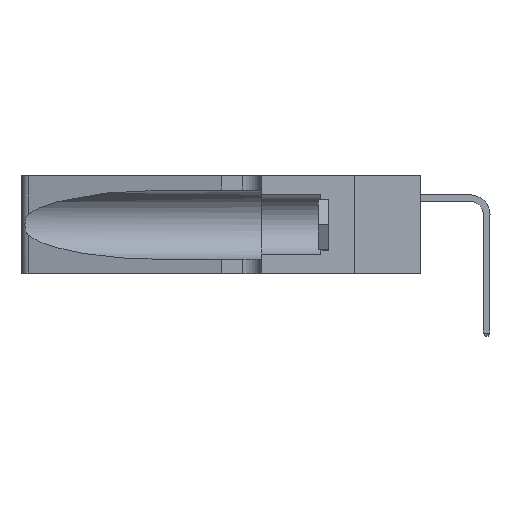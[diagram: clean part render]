
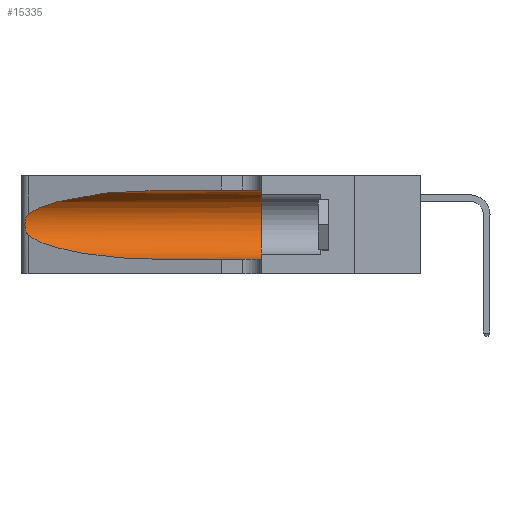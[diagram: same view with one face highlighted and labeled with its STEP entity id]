
A CAD part, left-side view. The second image highlights one B-rep face of the part: STEP entity #15335.
In plain terms, the highlighted cylindrical face has radius 3.308 mm (diameter 6.617 mm), a partial arc.
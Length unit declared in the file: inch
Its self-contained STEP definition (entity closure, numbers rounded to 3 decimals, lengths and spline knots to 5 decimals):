
#385 = CARTESIAN_POINT ( 'NONE',  ( 0.1305, 0.72297, 0.05475 ) ) ;
#987 = LINE ( 'NONE', #11332, #30488 ) ;
#1331 = CARTESIAN_POINT ( 'NONE',  ( 0.18966, 0.96281, 0.31525 ) ) ;
#2532 = CARTESIAN_POINT ( 'NONE',  ( 0.1305, 1.61858, 0.05475 ) ) ;
#2851 = CARTESIAN_POINT ( 'NONE',  ( 0.25856, 1.23593, 0.16098 ) ) ;
#3160 = EDGE_CURVE ( 'NONE', #23527, #23756, #15126, .T. ) ;
#3635 = ORIENTED_EDGE ( 'NONE', *, *, #36951, .T. ) ;
#4212 =( BOUNDED_CURVE ( )  B_SPLINE_CURVE ( 3, ( #35472, #1331, #4223, #24266 ),
 .UNSPECIFIED., .F., .T. ) 
 B_SPLINE_CURVE_WITH_KNOTS ( ( 4, 4 ),
 ( 1.5708, 2.84003 ),
 .UNSPECIFIED. ) 
 CURVE ( )  GEOMETRIC_REPRESENTATION_ITEM ( )  RATIONAL_B_SPLINE_CURVE ( ( 1., 0.87, 0.87, 1. ) ) 
 REPRESENTATION_ITEM ( '' )  );
#4223 = CARTESIAN_POINT ( 'NONE',  ( 0.2373, 1.15595, 0.28018 ) ) ;
#4389 = CARTESIAN_POINT ( 'NONE',  ( 0.25487, 1.22718, 0.22369 ) ) ;
#5717 = CARTESIAN_POINT ( 'NONE',  ( 0.25639, 1.23186, 0.15144 ) ) ;
#6151 = EDGE_CURVE ( 'NONE', #13653, #31895, #26675, .T. ) ;
#8529 = CARTESIAN_POINT ( 'NONE',  ( 0.25639, 1.23184, 0.21858 ) ) ;
#8654 = CARTESIAN_POINT ( 'NONE',  ( 0.25487, 1.22718, 0.14631 ) ) ;
#9311 = ORIENTED_EDGE ( 'NONE', *, *, #32780, .T. ) ;
#9931 = CARTESIAN_POINT ( 'NONE',  ( 0.25487, 1.22718, 0.14631 ) ) ;
#10551 = CARTESIAN_POINT ( 'NONE',  ( 0.1305, 0.72297, 0.31525 ) ) ;
#10738 = AXIS2_PLACEMENT_3D ( 'NONE', #30575, #13560, #33421 ) ;
#11332 = CARTESIAN_POINT ( 'NONE',  ( 0.1305, 1.61858, 0.31525 ) ) ;
#12071 = AXIS2_PLACEMENT_3D ( 'NONE', #31028, #33874, #22541 ) ;
#13339 = CYLINDRICAL_SURFACE ( 'NONE', #12071, 0.13025 ) ;
#13560 = DIRECTION ( 'NONE',  ( 0., 1., 0. ) ) ;
#13653 = VERTEX_POINT ( 'NONE', #27457 ) ;
#13969 = ORIENTED_EDGE ( 'NONE', *, *, #6151, .T. ) ;
#14239 = CARTESIAN_POINT ( 'NONE',  ( 0.25854, 1.2359, 0.20912 ) ) ;
#15126 = B_SPLINE_CURVE_WITH_KNOTS ( 'NONE', 3,
 ( #28418, #22783, #8529, #31258, #14239, #34118, #17143, #36934, #20023, #2851, #22899, #5717, #25736, #8654 ),
 .UNSPECIFIED., .F., .F.,
 ( 4, 2, 2, 2, 2, 2, 4 ),
 ( 0., 0.00027, 0.00053, 0.00107, 0.0016, 0.00187, 0.00214 ),
 .UNSPECIFIED. ) ;
#15335 = ADVANCED_FACE ( 'NONE', ( #22240 ), #13339, .F. ) ;
#16819 = ORIENTED_EDGE ( 'NONE', *, *, #3160, .T. ) ;
#17143 = CARTESIAN_POINT ( 'NONE',  ( 0.26075, 1.23896, 0.19203 ) ) ;
#17599 = CARTESIAN_POINT ( 'NONE',  ( 0.18966, 0.96281, 0.05475 ) ) ;
#19120 = ORIENTED_EDGE ( 'NONE', *, *, #35673, .F. ) ;
#19122 = CIRCLE ( 'NONE', #10738, 0.13025 ) ;
#19701 = DIRECTION ( 'NONE',  ( 0., -1., 0. ) ) ;
#20023 = CARTESIAN_POINT ( 'NONE',  ( 0.26017, 1.23833, 0.17102 ) ) ;
#20357 = CARTESIAN_POINT ( 'NONE',  ( 0.25487, 1.22718, 0.14631 ) ) ;
#22240 = FACE_OUTER_BOUND ( 'NONE', #34824, .T. ) ;
#22541 = DIRECTION ( 'NONE',  ( 0., 0., -1. ) ) ;
#22783 = CARTESIAN_POINT ( 'NONE',  ( 0.25555, 1.22994, 0.2215 ) ) ;
#22899 = CARTESIAN_POINT ( 'NONE',  ( 0.25789, 1.23486, 0.15765 ) ) ;
#23002 = ORIENTED_EDGE ( 'NONE', *, *, #29383, .F. ) ;
#23316 = DIRECTION ( 'NONE',  ( 0., -1., 0. ) ) ;
#23527 = VERTEX_POINT ( 'NONE', #4389 ) ;
#23756 = VERTEX_POINT ( 'NONE', #9931 ) ;
#24184 = VERTEX_POINT ( 'NONE', #34113 ) ;
#24266 = CARTESIAN_POINT ( 'NONE',  ( 0.25487, 1.22718, 0.22369 ) ) ;
#25736 = CARTESIAN_POINT ( 'NONE',  ( 0.25555, 1.22993, 0.14849 ) ) ;
#25814 = VECTOR ( 'NONE', #19701, 39.37008 ) ;
#26675 = LINE ( 'NONE', #2532, #25814 ) ;
#27457 = CARTESIAN_POINT ( 'NONE',  ( 0.1305, 0.72297, 0.05475 ) ) ;
#27962 = CARTESIAN_POINT ( 'NONE',  ( 0.1305, 0.35, 0.05475 ) ) ;
#28418 = CARTESIAN_POINT ( 'NONE',  ( 0.25487, 1.22718, 0.22369 ) ) ;
#29383 = EDGE_CURVE ( 'NONE', #24184, #31895, #19122, .T. ) ;
#30488 = VECTOR ( 'NONE', #23316, 39.37008 ) ;
#30575 = CARTESIAN_POINT ( 'NONE',  ( 0.1305, 0.35, 0.185 ) ) ;
#30944 =( BOUNDED_CURVE ( )  B_SPLINE_CURVE ( 3, ( #20357, #31592, #17599, #385 ),
 .UNSPECIFIED., .F., .F. ) 
 B_SPLINE_CURVE_WITH_KNOTS ( ( 4, 4 ),
 ( 3.44316, 4.71239 ),
 .UNSPECIFIED. ) 
 CURVE ( )  GEOMETRIC_REPRESENTATION_ITEM ( )  RATIONAL_B_SPLINE_CURVE ( ( 1., 0.87, 0.87, 1. ) ) 
 REPRESENTATION_ITEM ( '' )  );
#31028 = CARTESIAN_POINT ( 'NONE',  ( 0.1305, 1.61858, 0.185 ) ) ;
#31258 = CARTESIAN_POINT ( 'NONE',  ( 0.25787, 1.23484, 0.2124 ) ) ;
#31592 = CARTESIAN_POINT ( 'NONE',  ( 0.2373, 1.15595, 0.08982 ) ) ;
#31895 = VERTEX_POINT ( 'NONE', #27962 ) ;
#32420 = VERTEX_POINT ( 'NONE', #10551 ) ;
#32780 = EDGE_CURVE ( 'NONE', #32420, #23527, #4212, .T. ) ;
#33421 = DIRECTION ( 'NONE',  ( 0., 0., 1. ) ) ;
#33874 = DIRECTION ( 'NONE',  ( 0., -1., 0. ) ) ;
#34113 = CARTESIAN_POINT ( 'NONE',  ( 0.1305, 0.35, 0.31525 ) ) ;
#34118 = CARTESIAN_POINT ( 'NONE',  ( 0.26018, 1.23835, 0.19895 ) ) ;
#34824 = EDGE_LOOP ( 'NONE', ( #9311, #16819, #3635, #13969, #23002, #19120 ) ) ;
#35472 = CARTESIAN_POINT ( 'NONE',  ( 0.1305, 0.72297, 0.31525 ) ) ;
#35673 = EDGE_CURVE ( 'NONE', #32420, #24184, #987, .T. ) ;
#36934 = CARTESIAN_POINT ( 'NONE',  ( 0.26075, 1.23896, 0.178 ) ) ;
#36951 = EDGE_CURVE ( 'NONE', #23756, #13653, #30944, .T. ) ;
